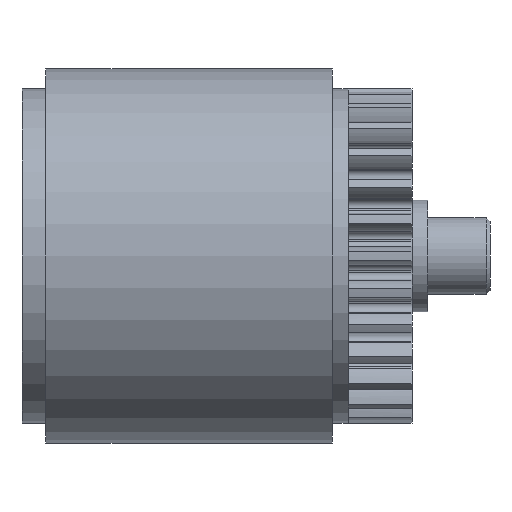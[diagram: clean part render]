
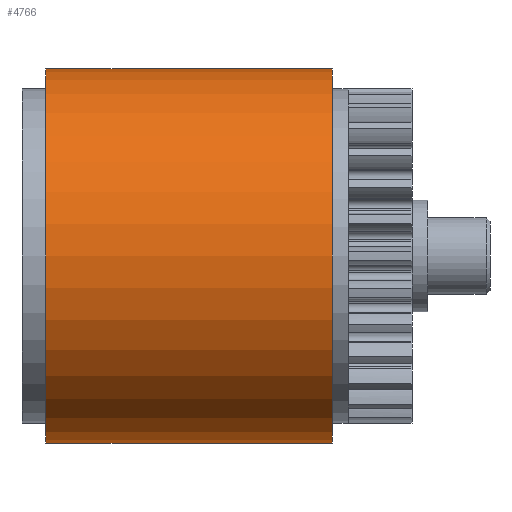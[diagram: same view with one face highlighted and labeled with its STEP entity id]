
A CAD part, left-side view. The second image highlights one B-rep face of the part: STEP entity #4766.
In plain terms, the highlighted cylindrical face has radius 11.75 mm (diameter 23.5 mm), a full revolution.
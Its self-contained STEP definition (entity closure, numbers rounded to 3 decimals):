
#276=CYLINDRICAL_SURFACE('',#5253,11.75);
#524=CIRCLE('',#5251,11.75);
#526=CIRCLE('',#5254,11.75);
#846=FACE_OUTER_BOUND('',#1105,.T.);
#1105=EDGE_LOOP('',(#4449,#4450,#4451,#4452));
#1465=LINE('',#24619,#1817);
#1817=VECTOR('',#6509,11.75);
#2295=VERTEX_POINT('',#24612);
#2297=VERTEX_POINT('',#24617);
#3013=EDGE_CURVE('',#2295,#2295,#524,.T.);
#3015=EDGE_CURVE('',#2297,#2297,#526,.T.);
#3016=EDGE_CURVE('',#2297,#2295,#1465,.T.);
#4449=ORIENTED_EDGE('',*,*,#3015,.F.);
#4450=ORIENTED_EDGE('',*,*,#3016,.T.);
#4451=ORIENTED_EDGE('',*,*,#3013,.T.);
#4452=ORIENTED_EDGE('',*,*,#3016,.F.);
#4766=ADVANCED_FACE('',(#846),#276,.T.);
#5251=AXIS2_PLACEMENT_3D('',#24613,#6501,#6502);
#5253=AXIS2_PLACEMENT_3D('',#24616,#6505,#6506);
#5254=AXIS2_PLACEMENT_3D('',#24618,#6507,#6508);
#6501=DIRECTION('center_axis',(0.,-1.,0.));
#6502=DIRECTION('ref_axis',(1.,0.,0.));
#6505=DIRECTION('center_axis',(0.,-1.,0.));
#6506=DIRECTION('ref_axis',(1.,0.,0.));
#6507=DIRECTION('center_axis',(0.,-1.,0.));
#6508=DIRECTION('ref_axis',(1.,0.,0.));
#6509=DIRECTION('',(0.,1.,0.));
#24612=CARTESIAN_POINT('',(-11.75,19.,0.));
#24613=CARTESIAN_POINT('Origin',(0.,19.,0.));
#24616=CARTESIAN_POINT('Origin',(0.,10.,0.));
#24617=CARTESIAN_POINT('',(-11.75,1.,0.));
#24618=CARTESIAN_POINT('Origin',(0.,1.,0.));
#24619=CARTESIAN_POINT('',(-11.75,10.,0.));
